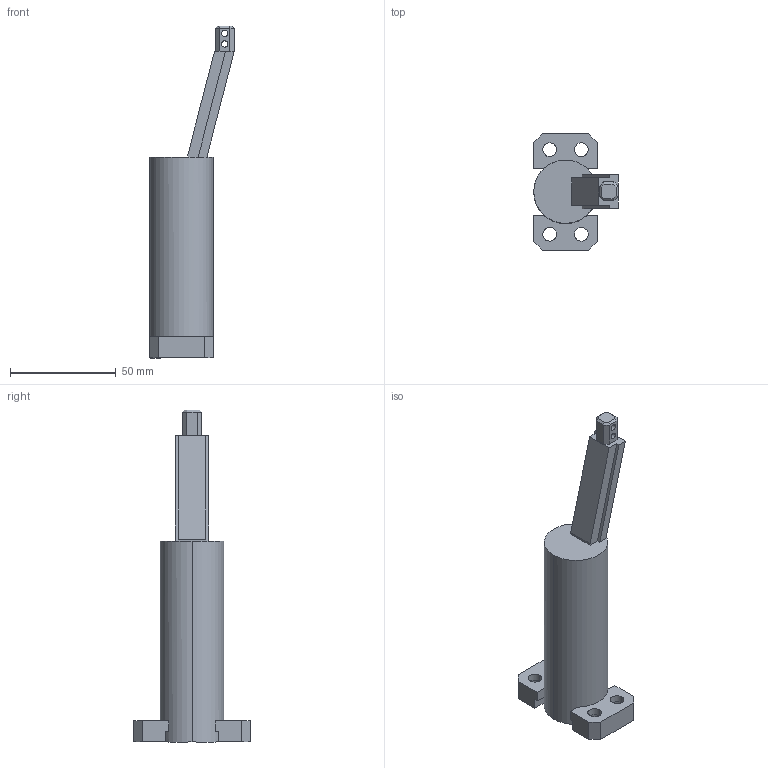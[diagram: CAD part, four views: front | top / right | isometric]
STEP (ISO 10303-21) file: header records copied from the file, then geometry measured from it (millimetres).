
FILE_DESCRIPTION(('CATIA V5 STEP Exchange'),'2;1');
FILE_NAME('SSR04_3D-02.stp','2025-09-15T02:28:19+00:00',('none'),('none'),'CATIA Version 5 Release 20 GA (IN-10)','CATIA V5 STEP AP214','none');
FILE_SCHEMA(('AUTOMOTIVE_DESIGN { 1 0 10303 214 1 1 1 1 }'));
Length unit declared in the file: millimetre
Products named in the file (1): SSR04_02
Bounding box: 39.93 x 55 x 157 mm (x, y, z)
Volume: 65912.5 mm3; surface area: 21925.7 mm2
Topology: 3 solids, 3 shells, 97 faces, 238 edges, 153 vertices
Faces by surface type: plane 67, cylinder 26, cone 4
Entity records: 3170 total; most frequent: CARTESIAN_POINT 873, ORIENTED_EDGE 472, DIRECTION 411, EDGE_CURVE 236, VECTOR 174, LINE 174, VERTEX_POINT 153, AXIS2_PLACEMENT_3D 141
